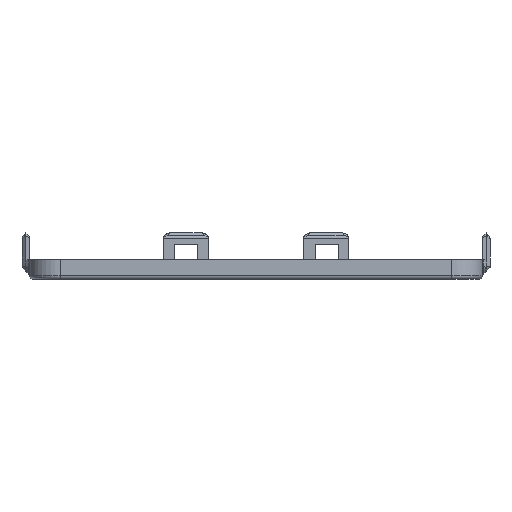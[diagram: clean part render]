
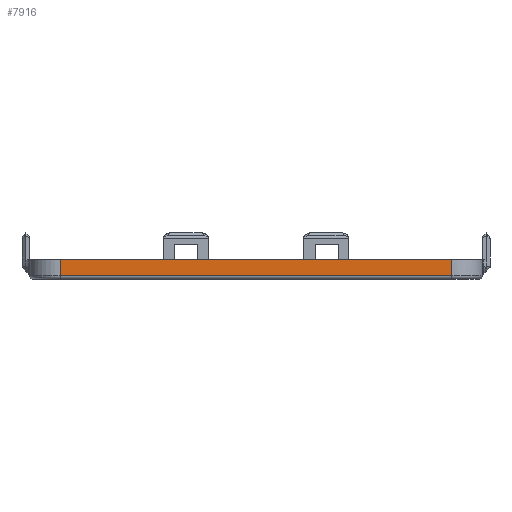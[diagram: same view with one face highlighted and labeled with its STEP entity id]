
A CAD part, front view. The second image highlights one B-rep face of the part: STEP entity #7916.
In plain terms, the highlighted planar face has unit normal (0, -1, 0).
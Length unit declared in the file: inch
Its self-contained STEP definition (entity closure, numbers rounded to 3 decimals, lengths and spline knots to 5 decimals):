
#29 = CARTESIAN_POINT ( 'NONE',  ( 0., -0.05, -0.125 ) ) ;
#212 = VECTOR ( 'NONE', #5147, 39.37008 ) ;
#532 = AXIS2_PLACEMENT_3D ( 'NONE', #29, #3851, #7652 ) ;
#812 = ORIENTED_EDGE ( 'NONE', *, *, #1913, .F. ) ;
#895 = VERTEX_POINT ( 'NONE', #7104 ) ;
#1330 = CARTESIAN_POINT ( 'NONE',  ( 2.7, -0.05, -0.105 ) ) ;
#1910 = FACE_OUTER_BOUND ( 'NONE', #9524, .T. ) ;
#1913 = EDGE_CURVE ( 'NONE', #6882, #10706, #10973, .T. ) ;
#2163 = LINE ( 'NONE', #5976, #11533 ) ;
#2268 = CARTESIAN_POINT ( 'NONE',  ( 2.7, -0.05, 0. ) ) ;
#2418 = CARTESIAN_POINT ( 'NONE',  ( 0., -0.05, 0. ) ) ;
#2968 = VERTEX_POINT ( 'NONE', #8607 ) ;
#3218 = DIRECTION ( 'NONE',  ( 0., 0., 1. ) ) ;
#3520 = EDGE_CURVE ( 'NONE', #2968, #6882, #7955, .T. ) ;
#3688 = ORIENTED_EDGE ( 'NONE', *, *, #3520, .F. ) ;
#3851 = DIRECTION ( 'NONE',  ( 0., -1., 0. ) ) ;
#4498 = VECTOR ( 'NONE', #3218, 39.37008 ) ;
#5147 = DIRECTION ( 'NONE',  ( 1., 0., 0. ) ) ;
#5976 = CARTESIAN_POINT ( 'NONE',  ( 2.7, -0.05, -0.125 ) ) ;
#6225 = DIRECTION ( 'NONE',  ( 1., 0., 0. ) ) ;
#6882 = VERTEX_POINT ( 'NONE', #11168 ) ;
#7104 = CARTESIAN_POINT ( 'NONE',  ( 2.7, -0.05, -0.105 ) ) ;
#7323 = ORIENTED_EDGE ( 'NONE', *, *, #11824, .T. ) ;
#7652 = DIRECTION ( 'NONE',  ( 0., 0., -1. ) ) ;
#7916 = ADVANCED_FACE ( 'NONE', ( #1910 ), #8599, .T. ) ;
#7955 = LINE ( 'NONE', #11783, #4498 ) ;
#8599 = PLANE ( 'NONE',  #532 ) ;
#8607 = CARTESIAN_POINT ( 'NONE',  ( 0.15, -0.05, -0.105 ) ) ;
#8870 = EDGE_CURVE ( 'NONE', #895, #10706, #2163, .T. ) ;
#9524 = EDGE_LOOP ( 'NONE', ( #3688, #7323, #9972, #812 ) ) ;
#9792 = DIRECTION ( 'NONE',  ( 0., 0., 1. ) ) ;
#9911 = LINE ( 'NONE', #1330, #212 ) ;
#9972 = ORIENTED_EDGE ( 'NONE', *, *, #8870, .T. ) ;
#10706 = VERTEX_POINT ( 'NONE', #2268 ) ;
#10858 = VECTOR ( 'NONE', #6225, 39.37008 ) ;
#10973 = LINE ( 'NONE', #2418, #10858 ) ;
#11168 = CARTESIAN_POINT ( 'NONE',  ( 0.15, -0.05, 0. ) ) ;
#11533 = VECTOR ( 'NONE', #9792, 39.37008 ) ;
#11783 = CARTESIAN_POINT ( 'NONE',  ( 0.15, -0.05, -0.125 ) ) ;
#11824 = EDGE_CURVE ( 'NONE', #2968, #895, #9911, .T. ) ;
